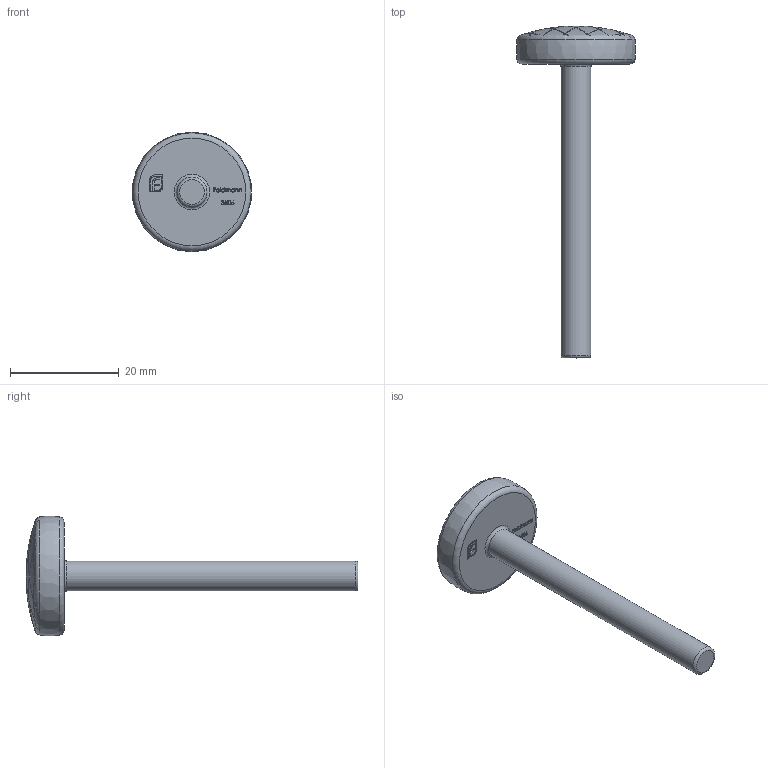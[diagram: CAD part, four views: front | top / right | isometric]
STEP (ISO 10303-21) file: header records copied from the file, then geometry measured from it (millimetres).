
FILE_DESCRIPTION (( 'STEP AP203' ), '1' );
FILE_NAME ('3506.STEP', '2021-09-30T13:15:51', ( '' ), ( '' ), 'SwSTEP 2.0', 'SolidWorks 2018', '' );
FILE_SCHEMA (( 'CONFIG_CONTROL_DESIGN' ));
Length unit declared in the file: millimetre
Products named in the file (2): 3506
Bounding box: 21.81 x 61 x 21.97 mm (x, y, z)
Volume: 3521.4 mm3; surface area: 2028.4 mm2
Topology: 1 solids, 1 shells, 375 faces, 990 edges, 644 vertices
Faces by surface type: plane 206, bspline 108, sphere 32, cylinder 24, torus 5
Full cylindrical faces by diameter (mm): 5.5 x1
Entity records: 16754 total; most frequent: CARTESIAN_POINT 7859, ORIENTED_EDGE 1962, DIRECTION 1575, EDGE_CURVE 981, VERTEX_POINT 641, AXIS2_PLACEMENT_3D 541, VECTOR 493, LINE 493
